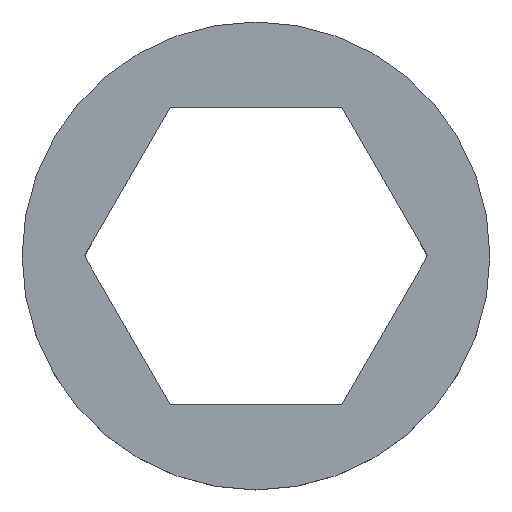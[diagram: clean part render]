
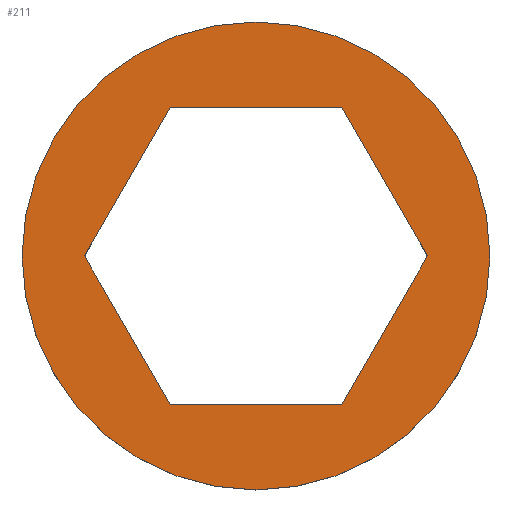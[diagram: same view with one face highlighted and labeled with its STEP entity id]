
A CAD part, top view. The second image highlights one B-rep face of the part: STEP entity #211.
In plain terms, the highlighted planar face has unit normal (0, 0, 1).
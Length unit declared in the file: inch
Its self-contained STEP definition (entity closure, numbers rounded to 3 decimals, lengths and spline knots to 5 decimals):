
#2 = CARTESIAN_POINT ( 'NONE',  ( 0.14434, 0.25, 0.1 ) ) ;
#6 = AXIS2_PLACEMENT_3D ( 'NONE', #277, #36, #148 ) ;
#10 = ORIENTED_EDGE ( 'NONE', *, *, #334, .T. ) ;
#16 = CARTESIAN_POINT ( 'NONE',  ( 0.14434, -0.25, 0.1 ) ) ;
#30 = DIRECTION ( 'NONE',  ( 1., 0., 0. ) ) ;
#31 = CARTESIAN_POINT ( 'NONE',  ( 0.3937, 0., 0.1 ) ) ;
#33 = VECTOR ( 'NONE', #183, 39.37008 ) ;
#36 = DIRECTION ( 'NONE',  ( 0., 0., 1. ) ) ;
#40 = CARTESIAN_POINT ( 'NONE',  ( 0.28868, 0., 0.1 ) ) ;
#43 = VERTEX_POINT ( 'NONE', #347 ) ;
#50 = CARTESIAN_POINT ( 'NONE',  ( -0.28868, 0., 0.1 ) ) ;
#51 = VECTOR ( 'NONE', #282, 39.37008 ) ;
#54 = VERTEX_POINT ( 'NONE', #110 ) ;
#67 = CARTESIAN_POINT ( 'NONE',  ( 0.14434, 0.25, 0.1 ) ) ;
#68 = AXIS2_PLACEMENT_3D ( 'NONE', #173, #121, #230 ) ;
#77 = ORIENTED_EDGE ( 'NONE', *, *, #182, .T. ) ;
#78 = LINE ( 'NONE', #50, #175 ) ;
#83 = VERTEX_POINT ( 'NONE', #185 ) ;
#87 = EDGE_CURVE ( 'NONE', #43, #349, #78, .T. ) ;
#91 = CARTESIAN_POINT ( 'NONE',  ( 0., 0., 0.1 ) ) ;
#96 = VECTOR ( 'NONE', #233, 39.37008 ) ;
#103 = ORIENTED_EDGE ( 'NONE', *, *, #164, .F. ) ;
#104 = DIRECTION ( 'NONE',  ( 0.5, -0.866, 0. ) ) ;
#110 = CARTESIAN_POINT ( 'NONE',  ( -0.3937, 0., 0.1 ) ) ;
#112 = AXIS2_PLACEMENT_3D ( 'NONE', #91, #116, #300 ) ;
#116 = DIRECTION ( 'NONE',  ( 0., 0., 1. ) ) ;
#121 = DIRECTION ( 'NONE',  ( 0., 0., 1. ) ) ;
#122 = VERTEX_POINT ( 'NONE', #31 ) ;
#128 = ORIENTED_EDGE ( 'NONE', *, *, #246, .F. ) ;
#144 = FACE_OUTER_BOUND ( 'NONE', #203, .T. ) ;
#148 = DIRECTION ( 'NONE',  ( 1., 0., 0. ) ) ;
#160 = ORIENTED_EDGE ( 'NONE', *, *, #87, .F. ) ;
#162 = ORIENTED_EDGE ( 'NONE', *, *, #288, .F. ) ;
#164 = EDGE_CURVE ( 'NONE', #337, #83, #332, .T. ) ;
#167 = LINE ( 'NONE', #301, #209 ) ;
#168 = DIRECTION ( 'NONE',  ( -1., 0., 0. ) ) ;
#170 = CIRCLE ( 'NONE', #68, 0.3937 ) ;
#173 = CARTESIAN_POINT ( 'NONE',  ( 0., 0., 0.1 ) ) ;
#175 = VECTOR ( 'NONE', #104, 39.37008 ) ;
#176 = CIRCLE ( 'NONE', #112, 0.3937 ) ;
#178 = VERTEX_POINT ( 'NONE', #276 ) ;
#181 = ORIENTED_EDGE ( 'NONE', *, *, #231, .F. ) ;
#182 = EDGE_CURVE ( 'NONE', #122, #54, #176, .T. ) ;
#183 = DIRECTION ( 'NONE',  ( -0.5, 0.866, 0. ) ) ;
#185 = CARTESIAN_POINT ( 'NONE',  ( -0.14434, 0.25, 0.1 ) ) ;
#186 = CARTESIAN_POINT ( 'NONE',  ( -0.14434, -0.25, 0.1 ) ) ;
#191 = ORIENTED_EDGE ( 'NONE', *, *, #304, .F. ) ;
#203 = EDGE_LOOP ( 'NONE', ( #10, #77 ) ) ;
#209 = VECTOR ( 'NONE', #30, 39.37008 ) ;
#211 = ADVANCED_FACE ( 'NONE', ( #144, #222 ), #351, .T. ) ;
#222 = FACE_BOUND ( 'NONE', #290, .T. ) ;
#226 = LINE ( 'NONE', #40, #33 ) ;
#230 = DIRECTION ( 'NONE',  ( 1., 0., 0. ) ) ;
#231 = EDGE_CURVE ( 'NONE', #349, #178, #167, .T. ) ;
#233 = DIRECTION ( 'NONE',  ( -0.5, -0.866, 0. ) ) ;
#246 = EDGE_CURVE ( 'NONE', #266, #337, #226, .T. ) ;
#256 = CARTESIAN_POINT ( 'NONE',  ( -0.14434, 0.25, 0.1 ) ) ;
#265 = LINE ( 'NONE', #16, #51 ) ;
#266 = VERTEX_POINT ( 'NONE', #306 ) ;
#276 = CARTESIAN_POINT ( 'NONE',  ( 0.14434, -0.25, 0.1 ) ) ;
#277 = CARTESIAN_POINT ( 'NONE',  ( 0., 0., 0.1 ) ) ;
#282 = DIRECTION ( 'NONE',  ( 0.5, 0.866, 0. ) ) ;
#288 = EDGE_CURVE ( 'NONE', #178, #266, #265, .T. ) ;
#290 = EDGE_LOOP ( 'NONE', ( #128, #162, #181, #160, #191, #103 ) ) ;
#300 = DIRECTION ( 'NONE',  ( 1., 0., 0. ) ) ;
#301 = CARTESIAN_POINT ( 'NONE',  ( -0.14434, -0.25, 0.1 ) ) ;
#304 = EDGE_CURVE ( 'NONE', #83, #43, #307, .T. ) ;
#306 = CARTESIAN_POINT ( 'NONE',  ( 0.28868, 0., 0.1 ) ) ;
#307 = LINE ( 'NONE', #256, #96 ) ;
#332 = LINE ( 'NONE', #2, #343 ) ;
#334 = EDGE_CURVE ( 'NONE', #54, #122, #170, .T. ) ;
#337 = VERTEX_POINT ( 'NONE', #67 ) ;
#343 = VECTOR ( 'NONE', #168, 39.37008 ) ;
#347 = CARTESIAN_POINT ( 'NONE',  ( -0.28868, 0., 0.1 ) ) ;
#349 = VERTEX_POINT ( 'NONE', #186 ) ;
#351 = PLANE ( 'NONE',  #6 ) ;
